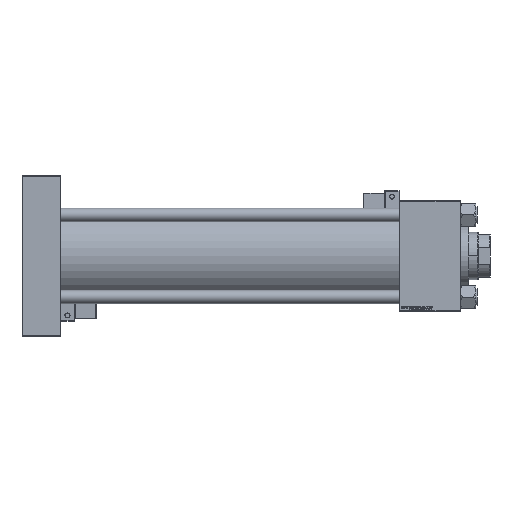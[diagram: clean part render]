
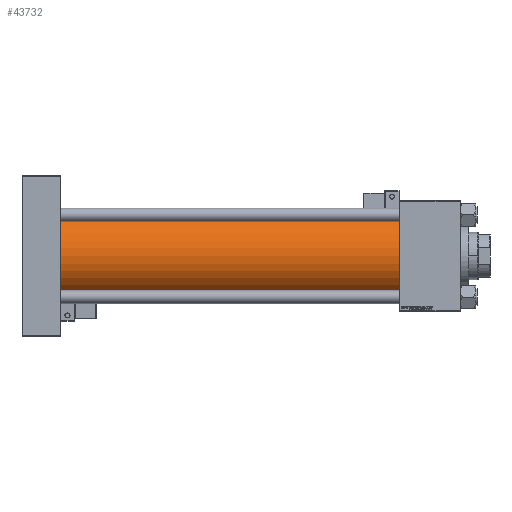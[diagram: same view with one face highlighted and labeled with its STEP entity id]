
A CAD part, front view. The second image highlights one B-rep face of the part: STEP entity #43732.
In plain terms, the highlighted cylindrical face has radius 53 mm (diameter 106 mm), a partial arc.
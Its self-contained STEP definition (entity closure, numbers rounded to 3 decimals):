
#4172 = DIRECTION ( 'NONE',  ( -1., 0., 0. ) ) ;
#4446 = FACE_OUTER_BOUND ( 'NONE', #42635, .T. ) ;
#4900 = VERTEX_POINT ( 'NONE', #29774 ) ;
#5288 = ORIENTED_EDGE ( 'NONE', *, *, #28012, .F. ) ;
#6096 = CIRCLE ( 'NONE', #46913, 53. ) ;
#8342 = CARTESIAN_POINT ( 'NONE',  ( 446., 0., 0. ) ) ;
#15457 = AXIS2_PLACEMENT_3D ( 'NONE', #52672, #53218, #36554 ) ;
#15526 = DIRECTION ( 'NONE',  ( -1., 0., 0. ) ) ;
#16455 = VECTOR ( 'NONE', #18809, 1000. ) ;
#17498 = VERTEX_POINT ( 'NONE', #32313 ) ;
#18198 = ORIENTED_EDGE ( 'NONE', *, *, #47589, .T. ) ;
#18809 = DIRECTION ( 'NONE',  ( -1., 0., 0. ) ) ;
#19960 = CARTESIAN_POINT ( 'NONE',  ( 446., 0., -53. ) ) ;
#21663 = CYLINDRICAL_SURFACE ( 'NONE', #48645, 53. ) ;
#22718 = CARTESIAN_POINT ( 'NONE',  ( 446., 0., 53. ) ) ;
#23787 = DIRECTION ( 'NONE',  ( 1., 0., 0. ) ) ;
#28012 = EDGE_CURVE ( 'NONE', #49323, #4900, #41897, .T. ) ;
#28237 = CARTESIAN_POINT ( 'NONE',  ( 45., 0., 0. ) ) ;
#29737 = DIRECTION ( 'NONE',  ( 0., 0., 1. ) ) ;
#29774 = CARTESIAN_POINT ( 'NONE',  ( 45., 0., -53. ) ) ;
#31803 = ORIENTED_EDGE ( 'NONE', *, *, #38131, .T. ) ;
#32313 = CARTESIAN_POINT ( 'NONE',  ( 45., 0., 53. ) ) ;
#33054 = CARTESIAN_POINT ( 'NONE',  ( 446., 0., -53. ) ) ;
#35272 = EDGE_CURVE ( 'NONE', #52409, #49323, #43835, .T. ) ;
#36554 = DIRECTION ( 'NONE',  ( 0., 0., -1. ) ) ;
#36582 = CARTESIAN_POINT ( 'NONE',  ( 446., 0., 53. ) ) ;
#36856 = DIRECTION ( 'NONE',  ( 0., 0., 1. ) ) ;
#38131 = EDGE_CURVE ( 'NONE', #52409, #17498, #47996, .T. ) ;
#41897 = LINE ( 'NONE', #19960, #51585 ) ;
#42635 = EDGE_LOOP ( 'NONE', ( #5288, #54471, #31803, #18198 ) ) ;
#43732 = ADVANCED_FACE ( 'NONE', ( #4446 ), #21663, .T. ) ;
#43835 = CIRCLE ( 'NONE', #15457, 53. ) ;
#46913 = AXIS2_PLACEMENT_3D ( 'NONE', #28237, #23787, #36856 ) ;
#47589 = EDGE_CURVE ( 'NONE', #17498, #4900, #6096, .T. ) ;
#47996 = LINE ( 'NONE', #22718, #16455 ) ;
#48645 = AXIS2_PLACEMENT_3D ( 'NONE', #8342, #4172, #29737 ) ;
#49323 = VERTEX_POINT ( 'NONE', #33054 ) ;
#51585 = VECTOR ( 'NONE', #15526, 1000. ) ;
#52409 = VERTEX_POINT ( 'NONE', #36582 ) ;
#52672 = CARTESIAN_POINT ( 'NONE',  ( 446., 0., 0. ) ) ;
#53218 = DIRECTION ( 'NONE',  ( 1., 0., 0. ) ) ;
#54471 = ORIENTED_EDGE ( 'NONE', *, *, #35272, .F. ) ;
